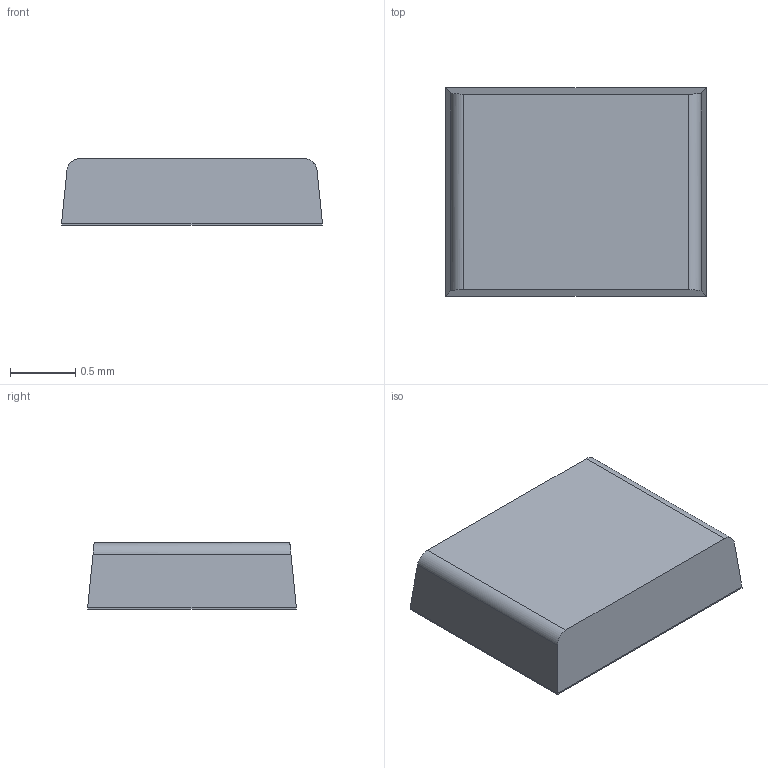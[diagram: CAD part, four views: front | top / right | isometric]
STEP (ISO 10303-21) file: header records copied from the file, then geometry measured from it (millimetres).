
FILE_DESCRIPTION(/* description */ (''),/* implementation_level */ '2;1');
FILE_NAME(/* name */ 'SM84CB~1',/* time_stamp */ '2015-09-24T12:29:45+03:00',/* author */ (''),/* organization */ (''),/* preprocessor_version */ 'ST-DEVELOPER v15',/* originating_system */ '',/* authorisation */ '');
FILE_SCHEMA (('AUTOMOTIVE_DESIGN'));
Length unit declared in the file: millimetre
Products named in the file (1): Document
Bounding box: 2 x 1.6 x 0.51 mm (x, y, z)
Volume: 1.5 mm3; surface area: 9.5 mm2
Topology: 1 solids, 1 shells, 12 faces, 26 edges, 16 vertices
Faces by surface type: bspline 12
Entity records: 664 total; most frequent: CARTESIAN_POINT 286, B_SPLINE_CURVE_WITH_KNOTS 74, ORIENTED_EDGE 52, PCURVE 52, DEFINITIONAL_REPRESENTATION 52, SURFACE_CURVE 26, EDGE_CURVE 26, VERTEX_POINT 16
